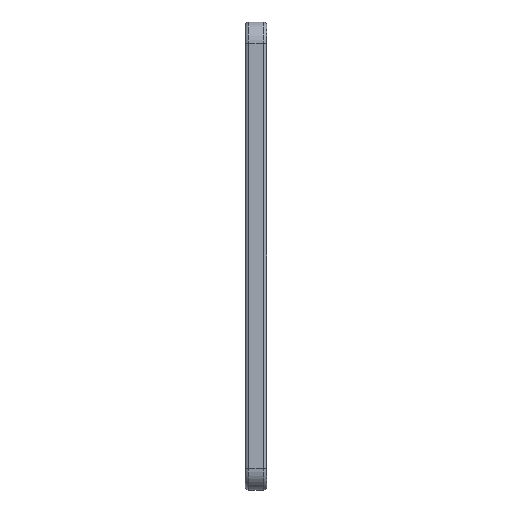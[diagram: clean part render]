
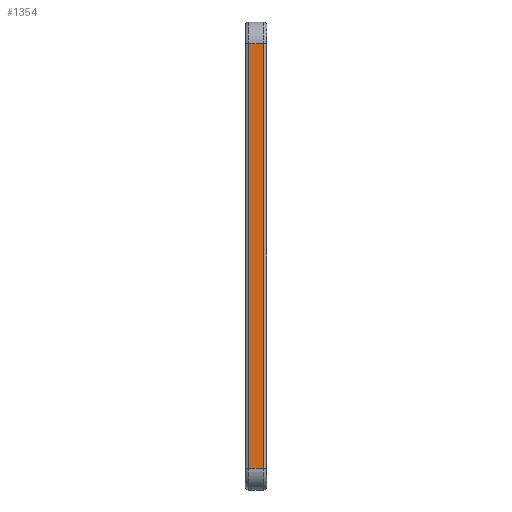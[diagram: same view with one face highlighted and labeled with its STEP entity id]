
A CAD part, left-side view. The second image highlights one B-rep face of the part: STEP entity #1354.
In plain terms, the highlighted planar face has unit normal (-1, 0, 0).
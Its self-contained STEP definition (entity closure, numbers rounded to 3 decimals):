
#62=PLANE('',#1459);
#102=FACE_OUTER_BOUND('',#175,.T.);
#175=EDGE_LOOP('',(#950,#951,#952,#953));
#284=LINE('',#2045,#387);
#295=LINE('',#2097,#398);
#296=LINE('',#2101,#399);
#297=LINE('',#2102,#400);
#387=VECTOR('',#1606,10.);
#398=VECTOR('',#1667,10.);
#399=VECTOR('',#1672,10.);
#400=VECTOR('',#1673,10.);
#583=VERTEX_POINT('',#2038);
#586=VERTEX_POINT('',#2043);
#602=VERTEX_POINT('',#2096);
#603=VERTEX_POINT('',#2100);
#712=EDGE_CURVE('',#586,#583,#284,.T.);
#738=EDGE_CURVE('',#583,#602,#295,.T.);
#740=EDGE_CURVE('',#586,#603,#296,.T.);
#741=EDGE_CURVE('',#602,#603,#297,.T.);
#950=ORIENTED_EDGE('',*,*,#712,.F.);
#951=ORIENTED_EDGE('',*,*,#740,.T.);
#952=ORIENTED_EDGE('',*,*,#741,.F.);
#953=ORIENTED_EDGE('',*,*,#738,.F.);
#1354=ADVANCED_FACE('',(#102),#62,.T.);
#1459=AXIS2_PLACEMENT_3D('',#2099,#1670,#1671);
#1606=DIRECTION('',(0.,0.,-1.));
#1667=DIRECTION('',(0.,1.,0.));
#1670=DIRECTION('center_axis',(-1.,0.,0.));
#1671=DIRECTION('ref_axis',(0.,0.,1.));
#1672=DIRECTION('',(0.,1.,0.));
#1673=DIRECTION('',(0.,0.,1.));
#2038=CARTESIAN_POINT('',(-32.5,0.5,-29.5));
#2043=CARTESIAN_POINT('',(-32.5,0.5,29.5));
#2045=CARTESIAN_POINT('',(-32.5,0.5,-14.75));
#2096=CARTESIAN_POINT('',(-32.5,2.5,-29.5));
#2097=CARTESIAN_POINT('',(-32.5,0.,-29.5));
#2099=CARTESIAN_POINT('Origin',(-32.5,0.,-29.5));
#2100=CARTESIAN_POINT('',(-32.5,2.5,29.5));
#2101=CARTESIAN_POINT('',(-32.5,0.,29.5));
#2102=CARTESIAN_POINT('',(-32.5,2.5,-14.75));
